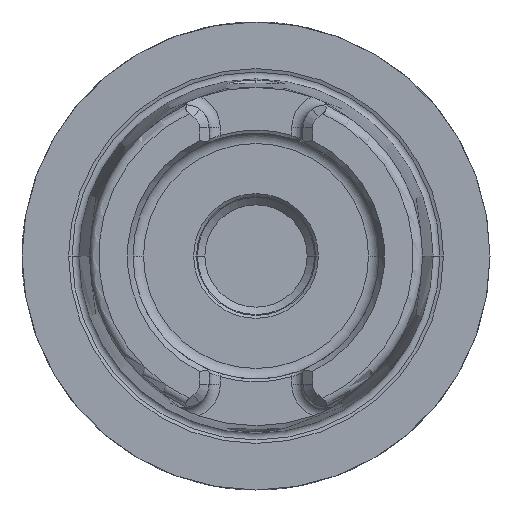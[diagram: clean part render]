
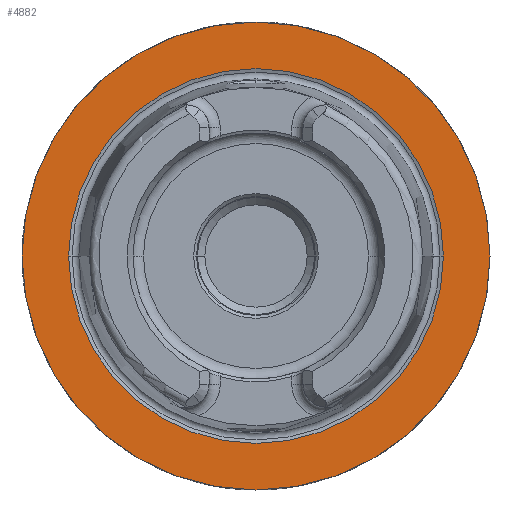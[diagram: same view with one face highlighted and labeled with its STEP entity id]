
A CAD part, left-side view. The second image highlights one B-rep face of the part: STEP entity #4882.
In plain terms, the highlighted planar face has unit normal (-1, 0, 0).
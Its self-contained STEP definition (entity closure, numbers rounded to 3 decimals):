
#1092=CARTESIAN_POINT('',(0.,0.,0.));
#1093=DIRECTION('',(1.,0.,0.));
#1094=DIRECTION('',(0.,1.,0.));
#1095=AXIS2_PLACEMENT_3D('',#1092,#1093,#1094);
#1097=CARTESIAN_POINT('',(0.,0.,0.));
#1098=DIRECTION('',(-1.,0.,0.));
#1099=DIRECTION('',(0.,1.,0.));
#1100=AXIS2_PLACEMENT_3D('',#1097,#1098,#1099);
#1102=CARTESIAN_POINT('',(0.,0.,0.));
#1103=DIRECTION('',(-1.,0.,0.));
#1104=DIRECTION('',(0.,-1.,0.));
#1105=AXIS2_PLACEMENT_3D('',#1102,#1103,#1104);
#1107=CARTESIAN_POINT('',(0.,0.,0.));
#1108=DIRECTION('',(-1.,0.,0.));
#1109=DIRECTION('',(0.,1.,0.));
#1110=AXIS2_PLACEMENT_3D('',#1107,#1108,#1109);
#3111=CARTESIAN_POINT('',(0.,-32.032,0.));
#3112=VERTEX_POINT('',#3111);
#3113=CARTESIAN_POINT('',(0.,32.032,0.));
#3114=VERTEX_POINT('',#3113);
#3451=CARTESIAN_POINT('',(0.,40.,0.));
#3452=CARTESIAN_POINT('',(0.,-40.,0.));
#3453=VERTEX_POINT('',#3451);
#3454=VERTEX_POINT('',#3452);
#4867=CARTESIAN_POINT('',(0.,0.,0.));
#4868=DIRECTION('',(1.,0.,0.));
#4869=DIRECTION('',(0.,-1.,0.));
#4870=AXIS2_PLACEMENT_3D('',#4867,#4868,#4869);
#4871=PLANE('',#4870);
#4873=ORIENTED_EDGE('',*,*,#4872,.T.);
#4875=ORIENTED_EDGE('',*,*,#4874,.F.);
#4876=EDGE_LOOP('',(#4873,#4875));
#4877=FACE_OUTER_BOUND('',#4876,.F.);
#4878=ORIENTED_EDGE('',*,*,#4862,.T.);
#4879=ORIENTED_EDGE('',*,*,#4846,.T.);
#4880=EDGE_LOOP('',(#4878,#4879));
#4881=FACE_BOUND('',#4880,.F.);
#4882=ADVANCED_FACE('',(#4877,#4881),#4871,.F.);
#1096=CIRCLE('',#1095,40.);
#1101=CIRCLE('',#1100,40.);
#1106=CIRCLE('',#1105,32.032);
#1111=CIRCLE('',#1110,32.032);
#4846=EDGE_CURVE('',#3114,#3112,#1111,.T.);
#4862=EDGE_CURVE('',#3112,#3114,#1106,.T.);
#4872=EDGE_CURVE('',#3453,#3454,#1096,.T.);
#4874=EDGE_CURVE('',#3453,#3454,#1101,.T.);
